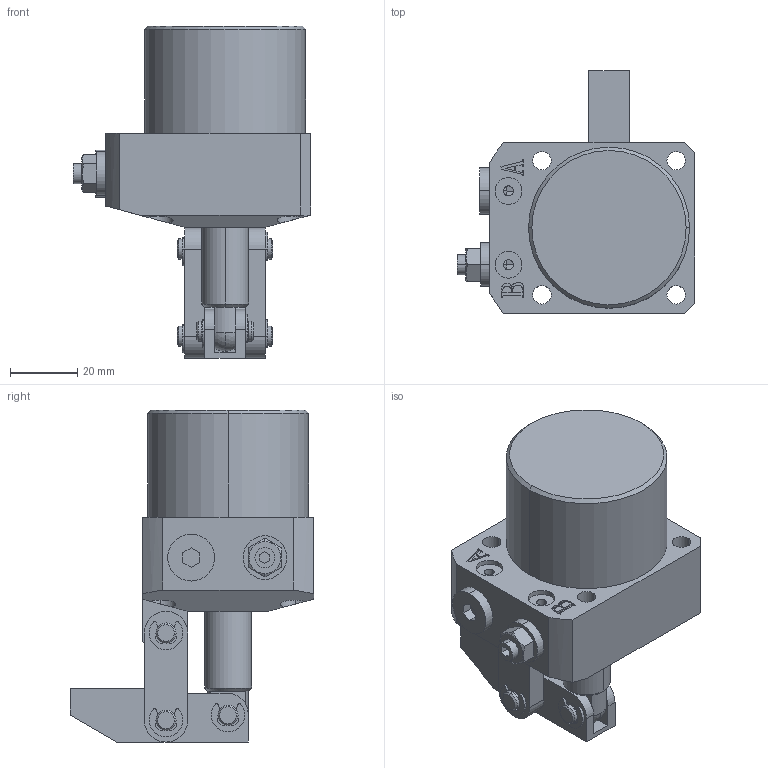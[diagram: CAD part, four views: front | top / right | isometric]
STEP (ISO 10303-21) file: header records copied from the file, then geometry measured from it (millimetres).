
FILE_DESCRIPTION (( 'STEP AP203' ), '1' );
FILE_NAME ('HLKA-32CR.STEP', '2019-10-14T00:32:09', ( '微软用户' ), ( '微软中国' ), 'SwSTEP 2.0', 'SolidWorks 2012', '' );
FILE_SCHEMA (( 'CONFIG_CONTROL_DESIGN' ));
Length unit declared in the file: millimetre
Products named in the file (10): HLKA-32CR; e rings gb_GB_CONNECTING_PIECE_RINGS_HR 5; 囀鞠褒; 覃誹概; HLKA-32酗种; HLKA-32揤旋; HLKA-32蟀裝; HLKA-32活塞杆; HLKA-32傻种; HLKA-32CR掛极
Assembly tree (16 placements, depth 2):
  HLKA-32CR
    HLKA-32CR掛极
    HLKA-32傻种
    HLKA-32活塞杆
    HLKA-32蟀裝  x2
    HLKA-32揤旋
    HLKA-32酗种  x2
    覃誹概
    囀鞠褒
    e rings gb_GB_CONNECTING_PIECE_RINGS_HR 5  x6
Bounding box: 70.7 x 72.5 x 99 mm (x, y, z)
Volume: 136351.8 mm3; surface area: 39927.2 mm2
Topology: 16 solids, 16 shells, 441 faces, 1099 edges, 721 vertices
Faces by surface type: cylinder 205, plane 190, cone 22, bspline 16, torus 6, sphere 2
Entity records: 10712 total; most frequent: CARTESIAN_POINT 2524, DIRECTION 1472, ORIENTED_EDGE 1408, EDGE_CURVE 704, AXIS2_PLACEMENT_3D 535, VERTEX_POINT 459, VECTOR 402, LINE 402
